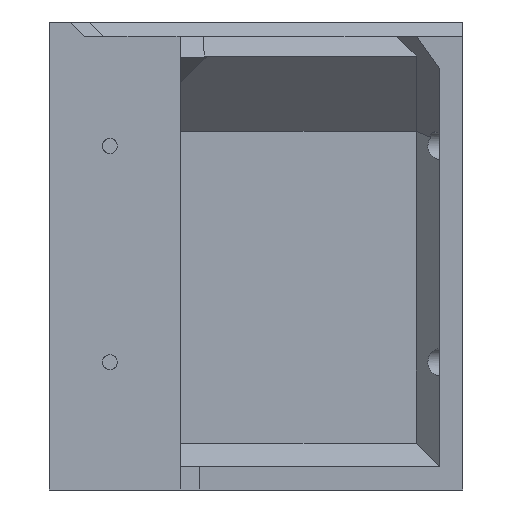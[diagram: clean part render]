
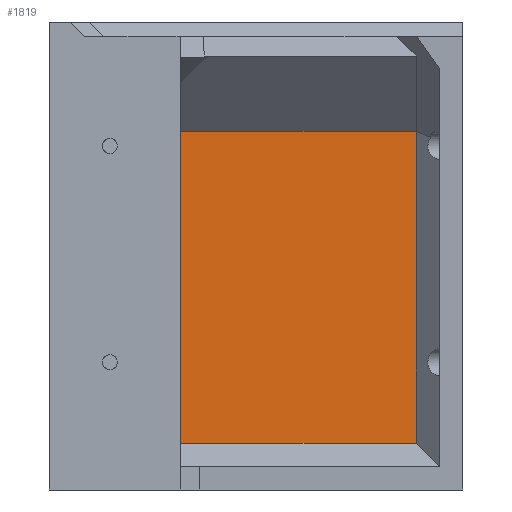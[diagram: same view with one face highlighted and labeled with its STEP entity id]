
A CAD part, left-side view. The second image highlights one B-rep face of the part: STEP entity #1819.
In plain terms, the highlighted planar face has unit normal (-1, 0, 0).
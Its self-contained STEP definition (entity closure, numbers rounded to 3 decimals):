
#659=CARTESIAN_POINT('',(260.052,237.745,546.686));
#660=VERTEX_POINT('',#659);
#667=CARTESIAN_POINT('',(260.052,237.745,480.05));
#668=VERTEX_POINT('',#667);
#669=CARTESIAN_POINT('',(260.052,237.745,546.686));
#670=DIRECTION('',(-0.,0.,-1.));
#671=VECTOR('',#670,66.636);
#672=LINE('',#669,#671);
#673=EDGE_CURVE('',#660,#668,#672,.T.);
#1789=CARTESIAN_POINT('',(260.052,-188.604,438.05));
#1790=DIRECTION('',(1.,-0.,-0.));
#1791=DIRECTION('',(-0.,-0.,-1.));
#1792=AXIS2_PLACEMENT_3D('',#1789,#1790,#1791);
#1793=PLANE('',#1792);
#1794=CARTESIAN_POINT('',(260.052,294.243,546.686));
#1795=VERTEX_POINT('',#1794);
#1796=CARTESIAN_POINT('',(260.052,294.243,546.686));
#1797=DIRECTION('',(-0.,-1.,-0.));
#1798=VECTOR('',#1797,56.498);
#1799=LINE('',#1796,#1798);
#1800=EDGE_CURVE('',#1795,#660,#1799,.T.);
#1801=ORIENTED_EDGE('',*,*,#1800,.F.);
#1802=CARTESIAN_POINT('',(260.052,294.243,480.05));
#1803=VERTEX_POINT('',#1802);
#1804=CARTESIAN_POINT('',(260.052,294.243,480.05));
#1805=DIRECTION('',(0.,0.,1.));
#1806=VECTOR('',#1805,66.636);
#1807=LINE('',#1804,#1806);
#1808=EDGE_CURVE('',#1803,#1795,#1807,.T.);
#1809=ORIENTED_EDGE('',*,*,#1808,.F.);
#1810=CARTESIAN_POINT('',(260.052,237.745,480.05));
#1811=DIRECTION('',(0.,1.,0.));
#1812=VECTOR('',#1811,56.498);
#1813=LINE('',#1810,#1812);
#1814=EDGE_CURVE('',#668,#1803,#1813,.T.);
#1815=ORIENTED_EDGE('',*,*,#1814,.F.);
#1816=ORIENTED_EDGE('',*,*,#673,.F.);
#1817=EDGE_LOOP('',(#1801,#1809,#1815,#1816));
#1818=FACE_BOUND('',#1817,.T.);
#1819=ADVANCED_FACE('',(#1818),#1793,.F.);
